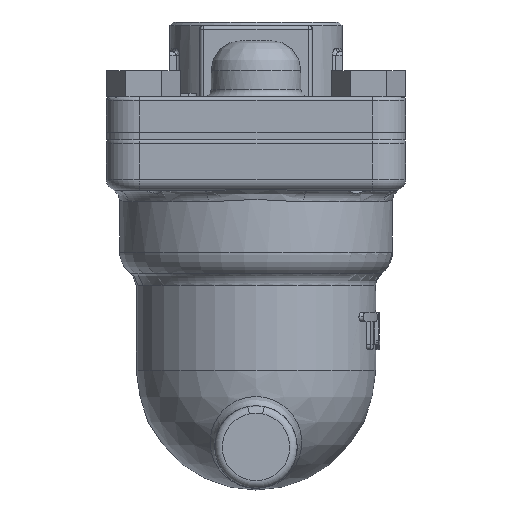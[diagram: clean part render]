
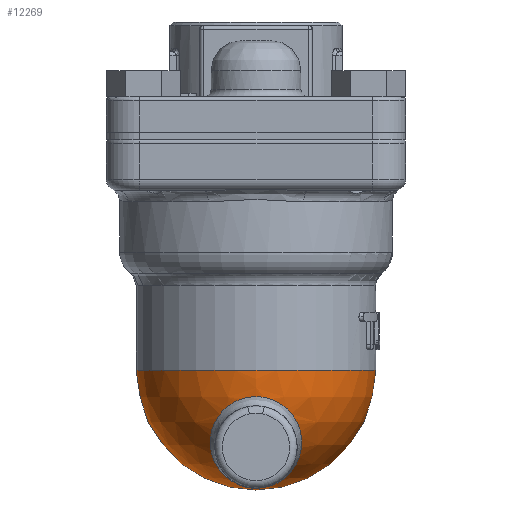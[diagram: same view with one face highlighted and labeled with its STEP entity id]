
A CAD part, left-side view. The second image highlights one B-rep face of the part: STEP entity #12269.
In plain terms, the highlighted spherical face has radius 32 mm.
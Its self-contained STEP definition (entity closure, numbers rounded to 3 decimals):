
#152=SPHERICAL_SURFACE('',#13487,32.);
#692=B_SPLINE_CURVE_WITH_KNOTS('',3,(#24913,#24914,#24915,#24916,#24917,
#24918,#24919,#24920),.UNSPECIFIED.,.F.,.F.,(4,1,1,1,1,4),(-8.475,
-7.87,-7.264,-6.861,-6.457,
-6.381),.UNSPECIFIED.);
#693=B_SPLINE_CURVE_WITH_KNOTS('',3,(#24922,#24923,#24924,#24925,#24926,
#24927,#24928,#24929,#24930,#24931),.UNSPECIFIED.,.F.,.F.,(4,1,1,1,1,1,
1,4),(-2.144,-2.119,-1.967,-1.816,
-1.513,-1.211,-0.605,0.),
 .UNSPECIFIED.);
#694=B_SPLINE_CURVE_WITH_KNOTS('',3,(#24934,#24935,#24936,#24937,#24938,
#24939,#24940,#24941,#24942,#24943,#24944,#24945,#24946,#24947),
 .UNSPECIFIED.,.F.,.F.,(4,1,1,1,1,1,1,1,1,1,1,4),(-6.381,-6.053,
-5.65,-5.246,-4.944,-4.843,
-3.632,-3.229,-2.825,-2.421,
-2.27,-2.144),.UNSPECIFIED.);
#1590=FACE_OUTER_BOUND('',#2403,.T.);
#2403=EDGE_LOOP('',(#9958,#9959,#9960,#9961,#9962,#9963,#9964,#9965,#9966,
#9967,#9968,#9969));
#4443=CIRCLE('',#13355,32.);
#4444=CIRCLE('',#13356,32.);
#4511=CIRCLE('',#13488,27.713);
#4512=CIRCLE('',#13489,32.);
#4513=CIRCLE('',#13490,32.);
#4514=CIRCLE('',#13491,27.713);
#4515=CIRCLE('',#13492,16.);
#5411=VERTEX_POINT('',#24124);
#5413=VERTEX_POINT('',#24128);
#5414=VERTEX_POINT('',#24130);
#5542=VERTEX_POINT('',#24908);
#5543=VERTEX_POINT('',#24910);
#5544=VERTEX_POINT('',#24912);
#5545=VERTEX_POINT('',#24921);
#5546=VERTEX_POINT('',#24932);
#5547=VERTEX_POINT('',#24948);
#6940=EDGE_CURVE('',#5414,#5413,#4443,.T.);
#6941=EDGE_CURVE('',#5411,#5414,#4444,.T.);
#7106=EDGE_CURVE('',#5411,#5542,#4511,.T.);
#7107=EDGE_CURVE('',#5414,#5543,#4512,.T.);
#7108=EDGE_CURVE('',#5544,#5543,#692,.T.);
#7109=EDGE_CURVE('',#5545,#5544,#693,.T.);
#7110=EDGE_CURVE('',#5545,#5546,#4513,.T.);
#7111=EDGE_CURVE('',#5543,#5545,#694,.T.);
#7112=EDGE_CURVE('',#5547,#5413,#4514,.T.);
#7113=EDGE_CURVE('',#5542,#5547,#4515,.T.);
#9958=ORIENTED_EDGE('',*,*,#7106,.F.);
#9959=ORIENTED_EDGE('',*,*,#6941,.T.);
#9960=ORIENTED_EDGE('',*,*,#7107,.T.);
#9961=ORIENTED_EDGE('',*,*,#7108,.F.);
#9962=ORIENTED_EDGE('',*,*,#7109,.F.);
#9963=ORIENTED_EDGE('',*,*,#7110,.T.);
#9964=ORIENTED_EDGE('',*,*,#7110,.F.);
#9965=ORIENTED_EDGE('',*,*,#7111,.F.);
#9966=ORIENTED_EDGE('',*,*,#7107,.F.);
#9967=ORIENTED_EDGE('',*,*,#6940,.T.);
#9968=ORIENTED_EDGE('',*,*,#7112,.F.);
#9969=ORIENTED_EDGE('',*,*,#7113,.F.);
#12269=ADVANCED_FACE('',(#1590),#152,.T.);
#13355=AXIS2_PLACEMENT_3D('',#24131,#15872,#15873);
#13356=AXIS2_PLACEMENT_3D('',#24132,#15874,#15875);
#13487=AXIS2_PLACEMENT_3D('',#24907,#16164,#16165);
#13488=AXIS2_PLACEMENT_3D('',#24909,#16166,#16167);
#13489=AXIS2_PLACEMENT_3D('',#24911,#16168,#16169);
#13490=AXIS2_PLACEMENT_3D('',#24933,#16170,#16171);
#13491=AXIS2_PLACEMENT_3D('',#24949,#16172,#16173);
#13492=AXIS2_PLACEMENT_3D('',#24950,#16174,#16175);
#15872=DIRECTION('center_axis',(0.,0.,-1.));
#15873=DIRECTION('ref_axis',(1.,0.,0.));
#15874=DIRECTION('center_axis',(0.,0.,-1.));
#15875=DIRECTION('ref_axis',(1.,0.,0.));
#16164=DIRECTION('center_axis',(0.,0.,1.));
#16165=DIRECTION('ref_axis',(1.,0.,0.));
#16166=DIRECTION('center_axis',(0.,1.,0.));
#16167=DIRECTION('ref_axis',(0.991,0.,-0.131));
#16168=DIRECTION('center_axis',(0.,-1.,0.));
#16169=DIRECTION('ref_axis',(-1.,0.,0.));
#16170=DIRECTION('center_axis',(0.,-1.,0.));
#16171=DIRECTION('ref_axis',(-1.,0.,0.));
#16172=DIRECTION('center_axis',(0.,-1.,0.));
#16173=DIRECTION('ref_axis',(0.991,0.,-0.131));
#16174=DIRECTION('center_axis',(0.966,0.,-0.259));
#16175=DIRECTION('ref_axis',(-0.259,0.,-0.966));
#24124=CARTESIAN_POINT('',(-18.738,-16.3,-28.));
#24128=CARTESIAN_POINT('',(-18.738,15.7,-28.));
#24130=CARTESIAN_POINT('',(-78.451,-0.3,-28.));
#24131=CARTESIAN_POINT('Origin',(-46.451,-0.3,-28.));
#24132=CARTESIAN_POINT('Origin',(-46.451,-0.3,-28.));
#24907=CARTESIAN_POINT('Origin',(-46.451,-0.3,-28.));
#24908=CARTESIAN_POINT('',(-19.683,-16.3,-35.173));
#24909=CARTESIAN_POINT('Origin',(-46.451,-16.3,-28.));
#24910=CARTESIAN_POINT('',(-77.663,-0.3,-35.059));
#24911=CARTESIAN_POINT('Origin',(-46.451,-0.3,-28.));
#24912=CARTESIAN_POINT('',(-67.616,-12.455,-48.696));
#24913=CARTESIAN_POINT('Ctrl Pts',(-67.616,-12.455,
-48.696));
#24914=CARTESIAN_POINT('Ctrl Pts',(-69.135,-12.647,
-47.03));
#24915=CARTESIAN_POINT('Ctrl Pts',(-72.036,-12.365,-43.483));
#24916=CARTESIAN_POINT('Ctrl Pts',(-75.226,-9.702,
-38.898));
#24917=CARTESIAN_POINT('Ctrl Pts',(-77.101,-5.599,
-35.97));
#24918=CARTESIAN_POINT('Ctrl Pts',(-77.625,-2.375,
-35.119));
#24919=CARTESIAN_POINT('Ctrl Pts',(-77.663,-0.584,
-35.059));
#24920=CARTESIAN_POINT('Ctrl Pts',(-77.663,-0.301,
-35.059));
#24921=CARTESIAN_POINT('',(-51.919,-0.3,-59.529));
#24922=CARTESIAN_POINT('Ctrl Pts',(-51.92,-0.301,
-59.529));
#24923=CARTESIAN_POINT('Ctrl Pts',(-51.92,-0.395,
-59.529));
#24924=CARTESIAN_POINT('Ctrl Pts',(-51.942,-1.051,-59.523));
#24925=CARTESIAN_POINT('Ctrl Pts',(-52.355,-2.237,
-59.407));
#24926=CARTESIAN_POINT('Ctrl Pts',(-53.622,-4.067,
-58.994));
#24927=CARTESIAN_POINT('Ctrl Pts',(-55.55,-6.002,
-58.209));
#24928=CARTESIAN_POINT('Ctrl Pts',(-58.802,-8.651,-56.473));
#24929=CARTESIAN_POINT('Ctrl Pts',(-62.921,-11.206,
-53.482));
#24930=CARTESIAN_POINT('Ctrl Pts',(-66.097,-12.262,
-50.362));
#24931=CARTESIAN_POINT('Ctrl Pts',(-67.616,-12.455,
-48.696));
#24932=CARTESIAN_POINT('',(-46.451,-0.3,-60.));
#24933=CARTESIAN_POINT('Origin',(-46.451,-0.3,-28.));
#24934=CARTESIAN_POINT('Ctrl Pts',(-77.663,-0.301,
-35.059));
#24935=CARTESIAN_POINT('Ctrl Pts',(-77.662,0.924,
-35.061));
#24936=CARTESIAN_POINT('Ctrl Pts',(-77.406,3.661,-35.476));
#24937=CARTESIAN_POINT('Ctrl Pts',(-76.186,7.328,-37.416));
#24938=CARTESIAN_POINT('Ctrl Pts',(-74.324,9.869,-40.208));
#24939=CARTESIAN_POINT('Ctrl Pts',(-72.684,11.006,-42.485));
#24940=CARTESIAN_POINT('Ctrl Pts',(-69.146,12.52,-47.167));
#24941=CARTESIAN_POINT('Ctrl Pts',(-64.684,11.573,-52.109));
#24942=CARTESIAN_POINT('Ctrl Pts',(-59.215,8.311,-56.169));
#24943=CARTESIAN_POINT('Ctrl Pts',(-55.947,5.79,-58.063));
#24944=CARTESIAN_POINT('Ctrl Pts',(-53.461,3.367,-59.062));
#24945=CARTESIAN_POINT('Ctrl Pts',(-52.141,1.205,-59.468));
#24946=CARTESIAN_POINT('Ctrl Pts',(-51.923,0.168,
-59.529));
#24947=CARTESIAN_POINT('Ctrl Pts',(-51.92,-0.301,
-59.529));
#24948=CARTESIAN_POINT('',(-19.683,15.7,-35.173));
#24949=CARTESIAN_POINT('Origin',(-46.451,15.7,-28.));
#24950=CARTESIAN_POINT('Origin',(-19.683,-0.3,-35.173));
